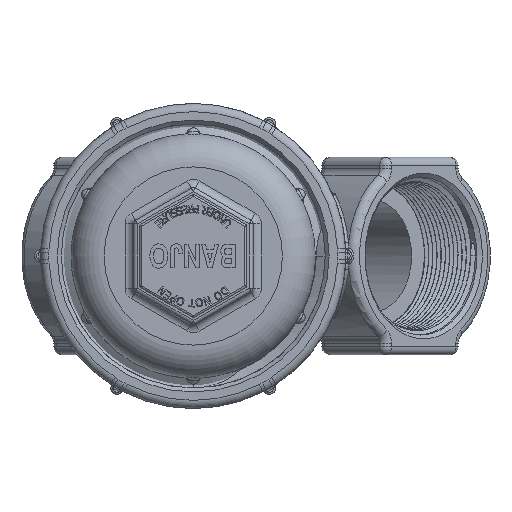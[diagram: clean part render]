
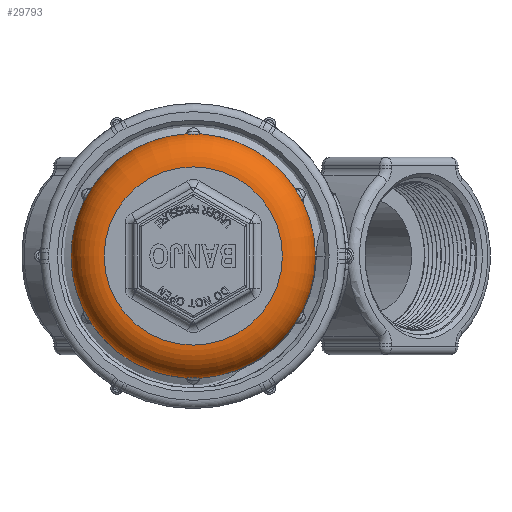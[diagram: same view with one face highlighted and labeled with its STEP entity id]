
A CAD part, front view. The second image highlights one B-rep face of the part: STEP entity #29793.
In plain terms, the highlighted toroidal (fillet/blend) face has major radius 34.319 mm and minor radius 12.7 mm.
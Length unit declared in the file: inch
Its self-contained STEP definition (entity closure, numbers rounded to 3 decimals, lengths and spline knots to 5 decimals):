
#243=TOROIDAL_SURFACE('',#32479,1.35115,0.5);
#2999=FACE_OUTER_BOUND('',#4803,.T.);
#4803=EDGE_LOOP('',(#23456,#23457,#23458,#23459,#23460,#23461,#23462,#23463,
#23464,#23465,#23466,#23467,#23468,#23469,#23470,#23471,#23472));
#6288=CIRCLE('',#32205,1.85115);
#6289=CIRCLE('',#32206,1.85115);
#6290=CIRCLE('',#32207,1.85115);
#6291=CIRCLE('',#32208,1.85115);
#6292=CIRCLE('',#32209,1.85115);
#6293=CIRCLE('',#32210,1.85115);
#6294=CIRCLE('',#32211,1.85115);
#6323=CIRCLE('',#32260,1.35115);
#6441=CIRCLE('',#32480,0.5);
#7090=B_SPLINE_CURVE_WITH_KNOTS('',3,(#57790,#57791,#57792,#57793,#57794,
#57795,#57796),.UNSPECIFIED.,.F.,.F.,(4,1,1,1,4),(-3.08979,-2.87316,
-2.76485,-2.54822,-2.33159),.UNSPECIFIED.);
#7093=B_SPLINE_CURVE_WITH_KNOTS('',3,(#57886,#57887,#57888,#57889,#57890,
#57891,#57892),.UNSPECIFIED.,.F.,.F.,(4,1,1,1,4),(-3.08979,-2.87316,
-2.76485,-2.54822,-2.33159),.UNSPECIFIED.);
#7094=B_SPLINE_CURVE_WITH_KNOTS('',3,(#57894,#57895,#57896,#57897,#57898),
 .UNSPECIFIED.,.F.,.F.,(4,1,4),(-0.37913,-0.21663,0.),
 .UNSPECIFIED.);
#7095=B_SPLINE_CURVE_WITH_KNOTS('',3,(#57900,#57901,#57902,#57903,#57904,
#57905),.UNSPECIFIED.,.F.,.F.,(4,1,1,4),(-0.75821,-0.54158,
-0.43326,-0.37913),.UNSPECIFIED.);
#7096=B_SPLINE_CURVE_WITH_KNOTS('',3,(#57906,#57907,#57908,#57909,#57910,
#57911,#57912),.UNSPECIFIED.,.F.,.F.,(4,1,1,1,4),(-0.75821,-0.54158,
-0.32495,-0.10832,0.),.UNSPECIFIED.);
#7097=B_SPLINE_CURVE_WITH_KNOTS('',3,(#57913,#57914,#57915,#57916,#57917,
#57918,#57919),.UNSPECIFIED.,.F.,.F.,(4,1,1,1,4),(-0.75821,-0.54158,
-0.32495,-0.10832,0.),
 .UNSPECIFIED.);
#7098=B_SPLINE_CURVE_WITH_KNOTS('',3,(#57920,#57921,#57922,#57923,#57924,
#57925,#57926),.UNSPECIFIED.,.F.,.F.,(4,1,1,1,4),(-3.08979,-2.87316,
-2.76485,-2.54822,-2.33159),.UNSPECIFIED.);
#13447=VERTEX_POINT('',#56524);
#13448=VERTEX_POINT('',#56526);
#13453=VERTEX_POINT('',#56547);
#13454=VERTEX_POINT('',#56552);
#13459=VERTEX_POINT('',#56572);
#13460=VERTEX_POINT('',#56577);
#13465=VERTEX_POINT('',#56597);
#13466=VERTEX_POINT('',#56602);
#13471=VERTEX_POINT('',#56622);
#13472=VERTEX_POINT('',#56627);
#13477=VERTEX_POINT('',#56647);
#13478=VERTEX_POINT('',#56652);
#13483=VERTEX_POINT('',#56673);
#13527=VERTEX_POINT('',#56955);
#13657=VERTEX_POINT('',#57893);
#16893=EDGE_CURVE('',#13447,#13448,#6288,.T.);
#16899=EDGE_CURVE('',#13453,#13454,#6289,.T.);
#16905=EDGE_CURVE('',#13459,#13460,#6290,.T.);
#16911=EDGE_CURVE('',#13465,#13466,#6291,.T.);
#16917=EDGE_CURVE('',#13471,#13472,#6292,.T.);
#16923=EDGE_CURVE('',#13478,#13477,#6293,.F.);
#16929=EDGE_CURVE('',#13483,#13447,#6294,.T.);
#16993=EDGE_CURVE('',#13527,#13527,#6323,.T.);
#17224=EDGE_CURVE('',#13466,#13471,#7090,.T.);
#17229=EDGE_CURVE('',#13460,#13465,#7093,.T.);
#17230=EDGE_CURVE('',#13657,#13459,#7094,.T.);
#17231=EDGE_CURVE('',#13657,#13527,#6441,.T.);
#17232=EDGE_CURVE('',#13454,#13657,#7095,.T.);
#17233=EDGE_CURVE('',#13448,#13453,#7096,.T.);
#17234=EDGE_CURVE('',#13478,#13483,#7097,.T.);
#17235=EDGE_CURVE('',#13472,#13477,#7098,.T.);
#23456=ORIENTED_EDGE('',*,*,#17224,.F.);
#23457=ORIENTED_EDGE('',*,*,#16911,.F.);
#23458=ORIENTED_EDGE('',*,*,#17229,.F.);
#23459=ORIENTED_EDGE('',*,*,#16905,.F.);
#23460=ORIENTED_EDGE('',*,*,#17230,.F.);
#23461=ORIENTED_EDGE('',*,*,#17231,.T.);
#23462=ORIENTED_EDGE('',*,*,#16993,.T.);
#23463=ORIENTED_EDGE('',*,*,#17231,.F.);
#23464=ORIENTED_EDGE('',*,*,#17232,.F.);
#23465=ORIENTED_EDGE('',*,*,#16899,.F.);
#23466=ORIENTED_EDGE('',*,*,#17233,.F.);
#23467=ORIENTED_EDGE('',*,*,#16893,.F.);
#23468=ORIENTED_EDGE('',*,*,#16929,.F.);
#23469=ORIENTED_EDGE('',*,*,#17234,.F.);
#23470=ORIENTED_EDGE('',*,*,#16923,.T.);
#23471=ORIENTED_EDGE('',*,*,#17235,.F.);
#23472=ORIENTED_EDGE('',*,*,#16917,.F.);
#29793=ADVANCED_FACE('',(#2999),#243,.T.);
#32205=AXIS2_PLACEMENT_3D('',#56527,#36202,#36203);
#32206=AXIS2_PLACEMENT_3D('',#56553,#36206,#36207);
#32207=AXIS2_PLACEMENT_3D('',#56578,#36210,#36211);
#32208=AXIS2_PLACEMENT_3D('',#56603,#36214,#36215);
#32209=AXIS2_PLACEMENT_3D('',#56628,#36218,#36219);
#32210=AXIS2_PLACEMENT_3D('',#56653,#36222,#36223);
#32211=AXIS2_PLACEMENT_3D('',#56678,#36226,#36227);
#32260=AXIS2_PLACEMENT_3D('',#56956,#36350,#36351);
#32479=AXIS2_PLACEMENT_3D('',#57885,#36877,#36878);
#32480=AXIS2_PLACEMENT_3D('',#57899,#36879,#36880);
#36202=DIRECTION('center_axis',(0.,1.,0.));
#36203=DIRECTION('ref_axis',(-1.,0.,0.));
#36206=DIRECTION('center_axis',(0.,1.,0.));
#36207=DIRECTION('ref_axis',(-1.,0.,0.));
#36210=DIRECTION('center_axis',(0.,1.,0.));
#36211=DIRECTION('ref_axis',(-1.,0.,0.));
#36214=DIRECTION('center_axis',(0.,1.,0.));
#36215=DIRECTION('ref_axis',(-1.,0.,0.));
#36218=DIRECTION('center_axis',(0.,1.,0.));
#36219=DIRECTION('ref_axis',(-1.,0.,0.));
#36222=DIRECTION('center_axis',(0.,1.,0.));
#36223=DIRECTION('ref_axis',(-1.,0.,0.));
#36226=DIRECTION('center_axis',(0.,1.,0.));
#36227=DIRECTION('ref_axis',(-1.,0.,0.));
#36350=DIRECTION('center_axis',(0.,1.,0.));
#36351=DIRECTION('ref_axis',(-1.,0.,0.));
#36877=DIRECTION('center_axis',(0.,1.,0.));
#36878=DIRECTION('ref_axis',(0.,0.,1.));
#36879=DIRECTION('center_axis',(-1.,0.,0.));
#36880=DIRECTION('ref_axis',(0.,0.,-1.));
#56524=CARTESIAN_POINT('',(1.85115,-2.92,0.));
#56526=CARTESIAN_POINT('',(1.66,-2.92,-0.81925));
#56527=CARTESIAN_POINT('Origin',(0.,-2.92,0.));
#56547=CARTESIAN_POINT('',(1.53949,-2.92,-1.02798));
#56552=CARTESIAN_POINT('',(0.12051,-2.92,-1.84722));
#56553=CARTESIAN_POINT('Origin',(0.,-2.92,0.));
#56572=CARTESIAN_POINT('',(-0.12051,-2.92,-1.84722));
#56577=CARTESIAN_POINT('',(-1.53949,-2.92,-1.02798));
#56578=CARTESIAN_POINT('Origin',(0.,-2.92,0.));
#56597=CARTESIAN_POINT('',(-1.66,-2.92,-0.81925));
#56602=CARTESIAN_POINT('',(-1.66,-2.92,0.81925));
#56603=CARTESIAN_POINT('Origin',(0.,-2.92,0.));
#56622=CARTESIAN_POINT('',(-1.53949,-2.92,1.02798));
#56627=CARTESIAN_POINT('',(-0.12051,-2.92,1.84722));
#56628=CARTESIAN_POINT('Origin',(0.,-2.92,0.));
#56647=CARTESIAN_POINT('',(0.12051,-2.92,1.84722));
#56652=CARTESIAN_POINT('',(1.53949,-2.92,1.02798));
#56653=CARTESIAN_POINT('Origin',(0.,-2.92,0.));
#56673=CARTESIAN_POINT('',(1.66,-2.92,0.81925));
#56678=CARTESIAN_POINT('Origin',(0.,-2.92,0.));
#56955=CARTESIAN_POINT('',(0.,-3.42,-1.35115));
#56956=CARTESIAN_POINT('Origin',(0.,-3.42,0.));
#57790=CARTESIAN_POINT('Ctrl Pts',(-1.66,-2.92,
0.81925));
#57791=CARTESIAN_POINT('Ctrl Pts',(-1.65372,-2.94189,
0.83197));
#57792=CARTESIAN_POINT('Ctrl Pts',(-1.63734,-2.96891,
0.85955));
#57793=CARTESIAN_POINT('Ctrl Pts',(-1.60325,-2.98727,0.91692));
#57794=CARTESIAN_POINT('Ctrl Pts',(-1.5682,-2.97796,
0.97884));
#57795=CARTESIAN_POINT('Ctrl Pts',(-1.54733,-2.94179,
1.01623));
#57796=CARTESIAN_POINT('Ctrl Pts',(-1.53949,-2.92,1.02798));
#57885=CARTESIAN_POINT('Origin',(0.,-2.92,0.));
#57886=CARTESIAN_POINT('Ctrl Pts',(-1.53949,-2.92,
-1.02798));
#57887=CARTESIAN_POINT('Ctrl Pts',(-1.54736,-2.94189,
-1.01618));
#57888=CARTESIAN_POINT('Ctrl Pts',(-1.56306,-2.96891,-0.98821));
#57889=CARTESIAN_POINT('Ctrl Pts',(-1.5957,-2.98727,
-0.92999));
#57890=CARTESIAN_POINT('Ctrl Pts',(-1.6318,-2.97796,
-0.86868));
#57891=CARTESIAN_POINT('Ctrl Pts',(-1.65375,-2.94179,
-0.83191));
#57892=CARTESIAN_POINT('Ctrl Pts',(-1.66,-2.92,-0.81925));
#57893=CARTESIAN_POINT('',(0.,-2.98314,-1.84714));
#57894=CARTESIAN_POINT('Ctrl Pts',(0.,-2.98311,
-1.84714));
#57895=CARTESIAN_POINT('Ctrl Pts',(-0.02069,-2.9831,
-1.84716));
#57896=CARTESIAN_POINT('Ctrl Pts',(-0.06895,-2.97344,
-1.8476));
#57897=CARTESIAN_POINT('Ctrl Pts',(-0.10642,-2.94179,
-1.84814));
#57898=CARTESIAN_POINT('Ctrl Pts',(-0.12051,-2.92,-1.84722));
#57899=CARTESIAN_POINT('Origin',(0.,-2.92,-1.35115));
#57900=CARTESIAN_POINT('Ctrl Pts',(0.12051,-2.92,
-1.84722));
#57901=CARTESIAN_POINT('Ctrl Pts',(0.10635,-2.94189,
-1.84815));
#57902=CARTESIAN_POINT('Ctrl Pts',(0.07428,-2.96891,
-1.84775));
#57903=CARTESIAN_POINT('Ctrl Pts',(0.02757,-2.98176,
-1.84717));
#57904=CARTESIAN_POINT('Ctrl Pts',(0.00689,-2.98312,
-1.84713));
#57905=CARTESIAN_POINT('Ctrl Pts',(0.,-2.98311,
-1.84714));
#57906=CARTESIAN_POINT('Ctrl Pts',(1.66,-2.92,-0.81925));
#57907=CARTESIAN_POINT('Ctrl Pts',(1.65372,-2.94189,-0.83197));
#57908=CARTESIAN_POINT('Ctrl Pts',(1.63181,-2.97795,-0.86868));
#57909=CARTESIAN_POINT('Ctrl Pts',(1.58843,-2.98933,-0.9423));
#57910=CARTESIAN_POINT('Ctrl Pts',(1.55708,-2.96131,-0.99937));
#57911=CARTESIAN_POINT('Ctrl Pts',(1.54341,-2.9309,-1.0221));
#57912=CARTESIAN_POINT('Ctrl Pts',(1.53949,-2.92,-1.02798));
#57913=CARTESIAN_POINT('Ctrl Pts',(1.53949,-2.92,1.02798));
#57914=CARTESIAN_POINT('Ctrl Pts',(1.54736,-2.94189,1.01618));
#57915=CARTESIAN_POINT('Ctrl Pts',(1.5682,-2.97795,0.97885));
#57916=CARTESIAN_POINT('Ctrl Pts',(1.61027,-2.98933,0.90447));
#57917=CARTESIAN_POINT('Ctrl Pts',(1.64402,-2.96131,0.84879));
#57918=CARTESIAN_POINT('Ctrl Pts',(1.65687,-2.9309,0.82558));
#57919=CARTESIAN_POINT('Ctrl Pts',(1.66,-2.92,0.81925));
#57920=CARTESIAN_POINT('Ctrl Pts',(-0.12051,-2.92,
1.84722));
#57921=CARTESIAN_POINT('Ctrl Pts',(-0.10635,-2.94189,
1.84815));
#57922=CARTESIAN_POINT('Ctrl Pts',(-0.07428,-2.96891,
1.84775));
#57923=CARTESIAN_POINT('Ctrl Pts',(-0.00755,-2.98727,
1.84691));
#57924=CARTESIAN_POINT('Ctrl Pts',(0.0636,-2.97796,
1.84752));
#57925=CARTESIAN_POINT('Ctrl Pts',(0.10642,-2.94179,
1.84814));
#57926=CARTESIAN_POINT('Ctrl Pts',(0.12051,-2.92,
1.84722));
